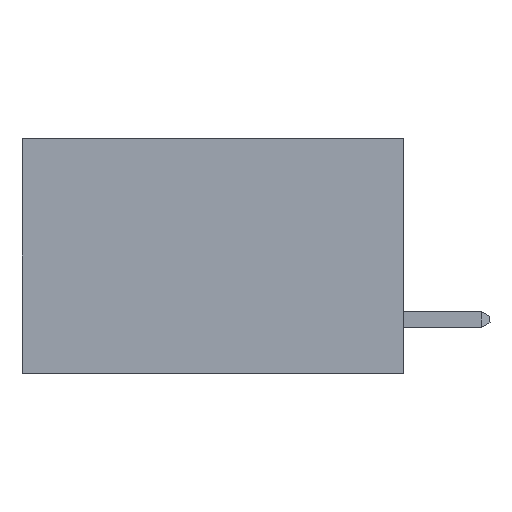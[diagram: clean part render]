
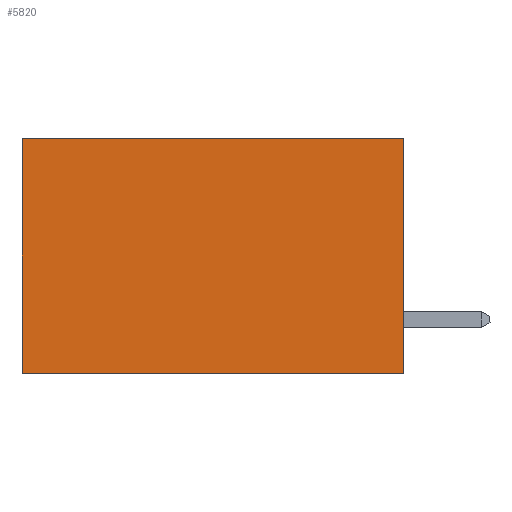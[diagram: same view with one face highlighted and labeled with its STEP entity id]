
A CAD part, left-side view. The second image highlights one B-rep face of the part: STEP entity #5820.
In plain terms, the highlighted planar face has unit normal (-1, 0, 0).
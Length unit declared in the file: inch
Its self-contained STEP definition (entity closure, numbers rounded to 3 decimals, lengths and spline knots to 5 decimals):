
#164 = CARTESIAN_POINT ( 'NONE',  ( 0.2875, 0., -0.37 ) ) ;
#345 = CARTESIAN_POINT ( 'NONE',  ( 0.2875, 0., -0.37 ) ) ;
#620 = ORIENTED_EDGE ( 'NONE', *, *, #1353, .T. ) ;
#621 = EDGE_CURVE ( 'NONE', #3837, #3083, #1908, .T. ) ;
#1353 = EDGE_CURVE ( 'NONE', #1698, #10428, #3822, .T. ) ;
#1417 = DIRECTION ( 'NONE',  ( 0., 1., 0. ) ) ;
#1614 = CARTESIAN_POINT ( 'NONE',  ( 0.2875, 0.6, -0.37 ) ) ;
#1622 = ORIENTED_EDGE ( 'NONE', *, *, #10898, .F. ) ;
#1698 = VERTEX_POINT ( 'NONE', #9406 ) ;
#1908 = LINE ( 'NONE', #5451, #6496 ) ;
#2080 = CARTESIAN_POINT ( 'NONE',  ( 0.2875, 0.6, 0. ) ) ;
#2650 = DIRECTION ( 'NONE',  ( 0., 1., 0. ) ) ;
#2669 = DIRECTION ( 'NONE',  ( 0., 0., -1. ) ) ;
#2876 = CARTESIAN_POINT ( 'NONE',  ( 0.2875, 0., 0. ) ) ;
#3083 = VERTEX_POINT ( 'NONE', #164 ) ;
#3110 = AXIS2_PLACEMENT_3D ( 'NONE', #8839, #5236, #11504 ) ;
#3822 = LINE ( 'NONE', #2080, #8446 ) ;
#3828 = DIRECTION ( 'NONE',  ( 0., 0., -1. ) ) ;
#3837 = VERTEX_POINT ( 'NONE', #2876 ) ;
#4752 = ORIENTED_EDGE ( 'NONE', *, *, #10400, .T. ) ;
#5236 = DIRECTION ( 'NONE',  ( 1., 0., 0. ) ) ;
#5451 = CARTESIAN_POINT ( 'NONE',  ( 0.2875, 0., 0. ) ) ;
#5820 = ADVANCED_FACE ( 'NONE', ( #11971 ), #10625, .F. ) ;
#6496 = VECTOR ( 'NONE', #2669, 39.37008 ) ;
#6523 = LINE ( 'NONE', #345, #10981 ) ;
#7394 = VECTOR ( 'NONE', #2650, 39.37008 ) ;
#8446 = VECTOR ( 'NONE', #3828, 39.37008 ) ;
#8839 = CARTESIAN_POINT ( 'NONE',  ( 0.2875, 0., 0. ) ) ;
#9015 = EDGE_LOOP ( 'NONE', ( #620, #1622, #10542, #4752 ) ) ;
#9406 = CARTESIAN_POINT ( 'NONE',  ( 0.2875, 0.6, 0. ) ) ;
#9774 = LINE ( 'NONE', #10913, #7394 ) ;
#10400 = EDGE_CURVE ( 'NONE', #3837, #1698, #9774, .T. ) ;
#10428 = VERTEX_POINT ( 'NONE', #1614 ) ;
#10542 = ORIENTED_EDGE ( 'NONE', *, *, #621, .F. ) ;
#10625 = PLANE ( 'NONE',  #3110 ) ;
#10898 = EDGE_CURVE ( 'NONE', #3083, #10428, #6523, .T. ) ;
#10913 = CARTESIAN_POINT ( 'NONE',  ( 0.2875, 0., 0. ) ) ;
#10981 = VECTOR ( 'NONE', #1417, 39.37008 ) ;
#11504 = DIRECTION ( 'NONE',  ( 0., 0., -1. ) ) ;
#11971 = FACE_OUTER_BOUND ( 'NONE', #9015, .T. ) ;
